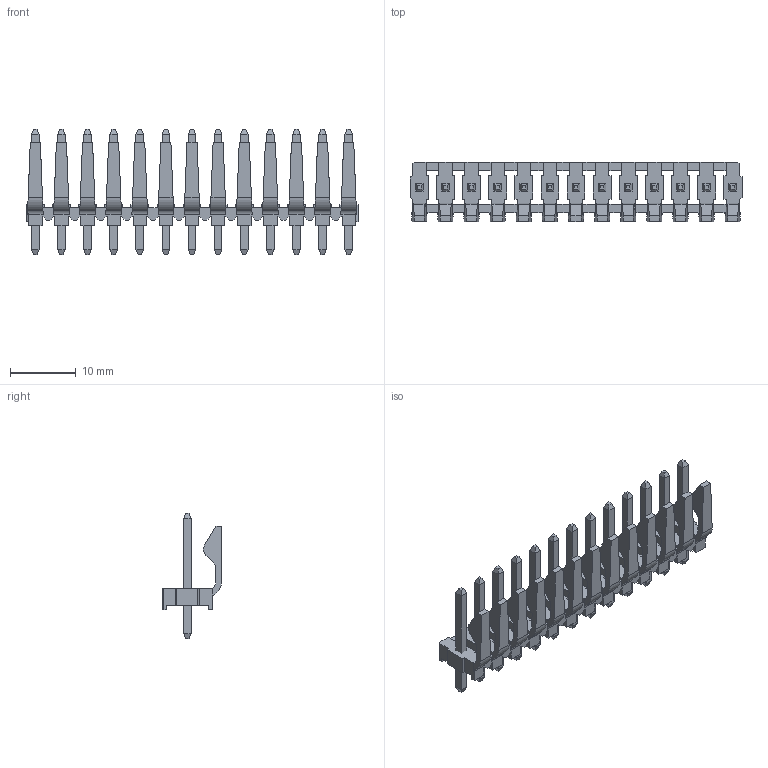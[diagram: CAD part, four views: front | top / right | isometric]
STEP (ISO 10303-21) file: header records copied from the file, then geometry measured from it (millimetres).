
FILE_DESCRIPTION((''),'2;1');
FILE_NAME('MOLEX_26-48-1135.stp','2012-11-20T10:25:40',(''),(''),'Mechanical Desktop 2011','Mechanical Desktop 2011',', , ');
FILE_SCHEMA(('AUTOMOTIVE_DESIGN { 1 2 10303 214 1 1 1 1 }'));
Length unit declared in the file: millimetre
Products named in the file (1): Product
Bounding box: 50.37 x 9.02 x 19.05 mm (x, y, z)
Volume: 1393.3 mm3; surface area: 3517.2 mm2
Topology: 14 solids, 14 shells, 755 faces, 2097 edges, 1346 vertices
Faces by surface type: plane 703, cylinder 52
Entity records: 23614 total; most frequent: CARTESIAN_POINT 4199, ORIENTED_EDGE 4194, DIRECTION 3713, EDGE_CURVE 2097, VECTOR 1993, LINE 1993, VERTEX_POINT 1346, AXIS2_PLACEMENT_3D 860
